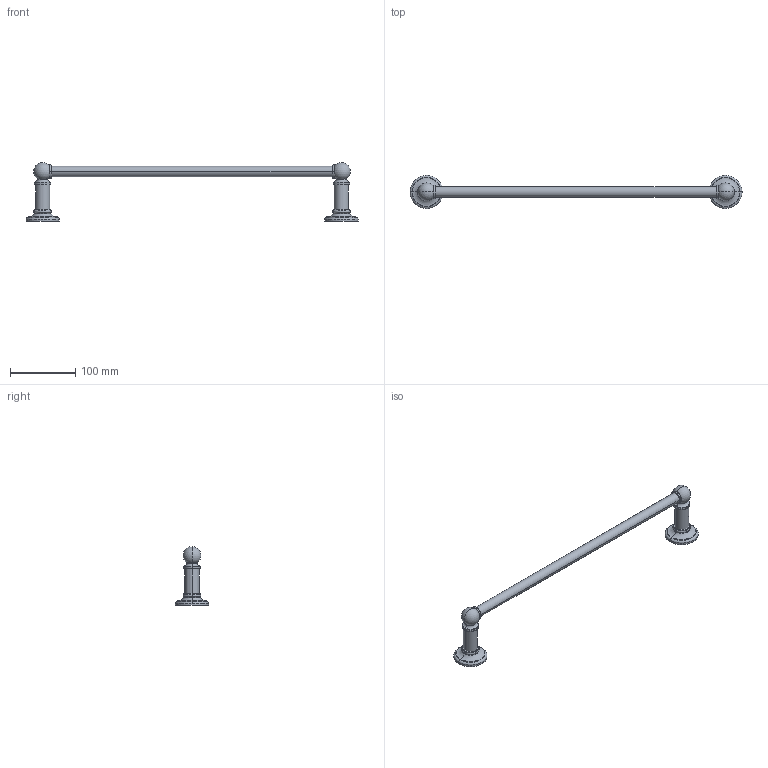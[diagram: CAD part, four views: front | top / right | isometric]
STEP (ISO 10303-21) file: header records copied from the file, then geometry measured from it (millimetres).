
FILE_DESCRIPTION((''),'2;1');
FILE_NAME('4502_WEB','2010-09-02T',('project'),(''),'PRO/ENGINEER BY PARAMETRIC TECHNOLOGY CORPORATION, 2009300','PRO/ENGINEER BY PARAMETRIC TECHNOLOGY CORPORATION, 2009300','');
FILE_SCHEMA(('CONFIG_CONTROL_DESIGN'));
Length unit declared in the file: inch
Products named in the file (1): 4502_WEB
Bounding box: 508 x 50.8 x 90 mm (x, y, z)
Surface area: 50636.6 mm2 (no closed solid volume)
Topology: 0 solids, 13 shells, 112 faces, 240 edges, 134 vertices
Faces by surface type: torus 56, cylinder 42, plane 10, sphere 4
Entity records: 3034 total; most frequent: DIRECTION 654, CARTESIAN_POINT 482, ORIENTED_EDGE 440, AXIS2_PLACEMENT_3D 306, EDGE_CURVE 236, CIRCLE 194, VERTEX_POINT 134, EDGE_LOOP 112
